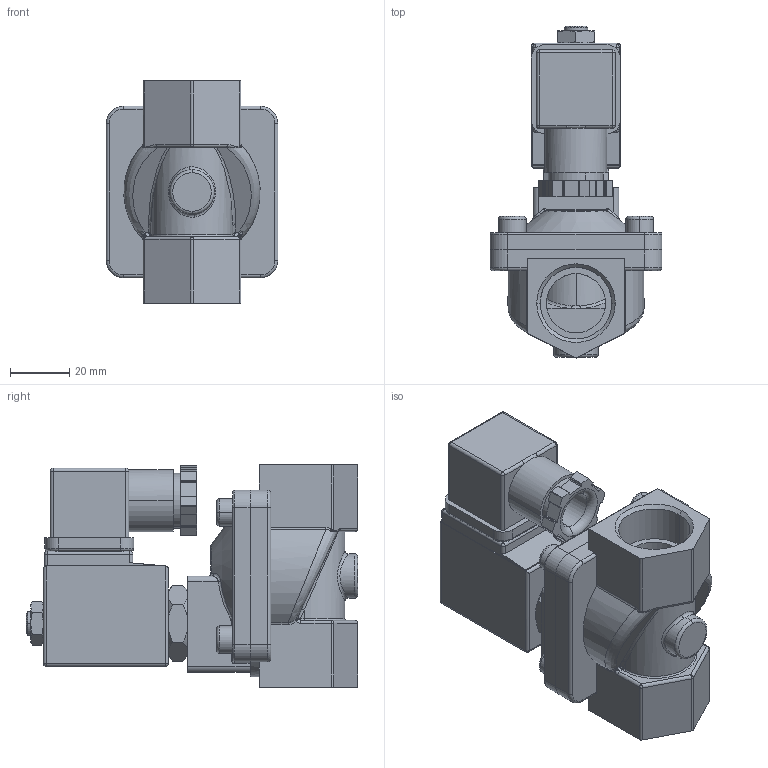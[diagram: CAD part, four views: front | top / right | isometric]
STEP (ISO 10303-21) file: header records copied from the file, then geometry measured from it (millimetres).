
FILE_DESCRIPTION (( 'STEP AP203' ), '1' );
FILE_NAME ('240 DN20.STEP', '2016-12-21T13:18:22', ( '' ), ( '' ), 'SwSTEP 2.0', 'SolidWorks 2015', '' );
FILE_SCHEMA (( 'CONFIG_CONTROL_DESIGN' ));
Length unit declared in the file: millimetre
Products named in the file (1): 240 DN20
Bounding box: 58 x 111.98 x 75 mm (x, y, z)
Volume: 173168.2 mm3; surface area: 40440.6 mm2
Topology: 1 solids, 1 shells, 471 faces, 1156 edges, 683 vertices
Faces by surface type: plane 179, cylinder 158, bspline 43, torus 38, cone 35, sphere 18
Entity records: 15490 total; most frequent: CARTESIAN_POINT 4703, ORIENTED_EDGE 2256, DIRECTION 2250, EDGE_CURVE 1128, AXIS2_PLACEMENT_3D 845, VERTEX_POINT 681, LINE 560, VECTOR 560
